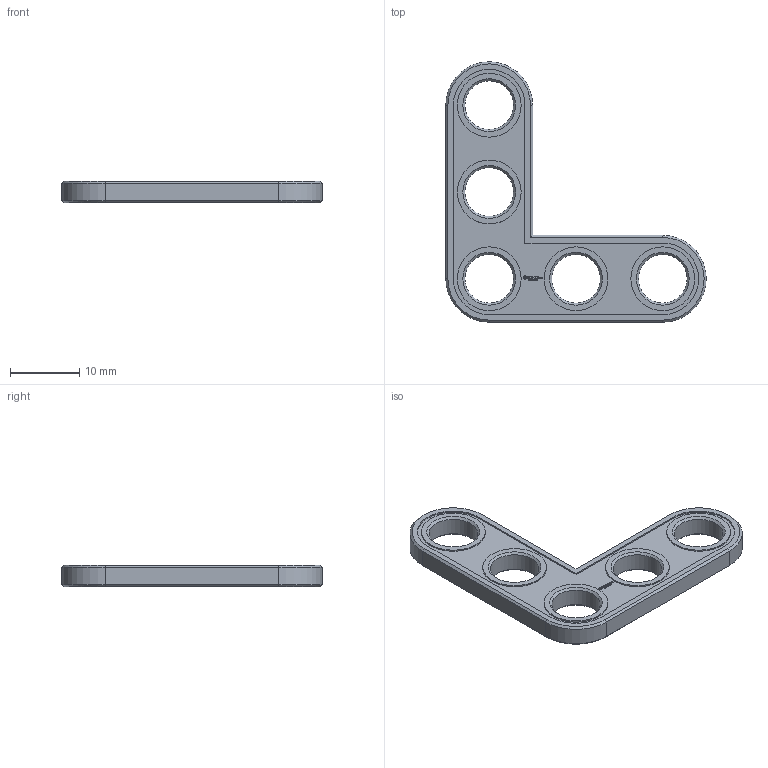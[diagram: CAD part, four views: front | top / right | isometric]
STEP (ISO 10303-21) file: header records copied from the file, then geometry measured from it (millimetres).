
FILE_DESCRIPTION(('FreeCAD Model'),'2;1');
FILE_NAME('Open CASCADE Shape Model','2024-02-09T22:14:52',(''),(''), 'Open CASCADE STEP processor 7.6','FreeCAD','Unknown');
FILE_SCHEMA(('AUTOMOTIVE_DESIGN { 1 0 10303 214 1 1 1 1 }'));
Length unit declared in the file: millimetre
Products named in the file (1): Brace AGD 90 SYM ERR BU03x00.25 - SPN-BRC-0611 (stemfie.org)
Bounding box: 37.5 x 37.5 x 3.12 mm (x, y, z)
Volume: 1634.6 mm3; surface area: 1834.5 mm2
Topology: 1 solids, 1 shells, 554 faces, 1515 edges, 1002 vertices
Faces by surface type: plane 340, extrusion 182, cone 16, cylinder 16
Full cylindrical faces by diameter (mm): 7 x5, 9.2 x5
Entity records: 38432 total; most frequent: CARTESIAN_POINT 9467, DIRECTION 4601, VECTOR 3732, LINE 3550, ORIENTED_EDGE 3030, PCURVE 3030, DEFINITIONAL_REPRESENTATION 3030, EDGE_CURVE 1515
